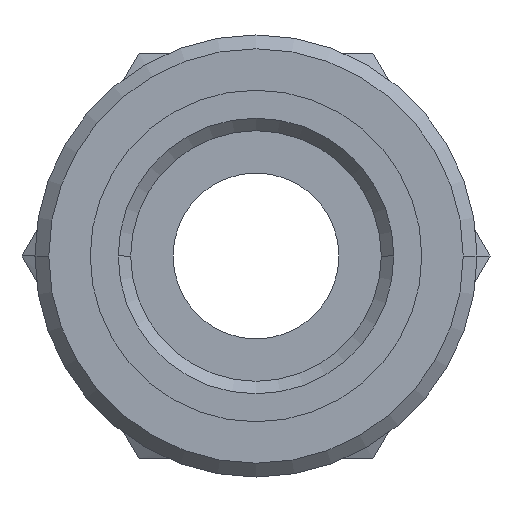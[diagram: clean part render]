
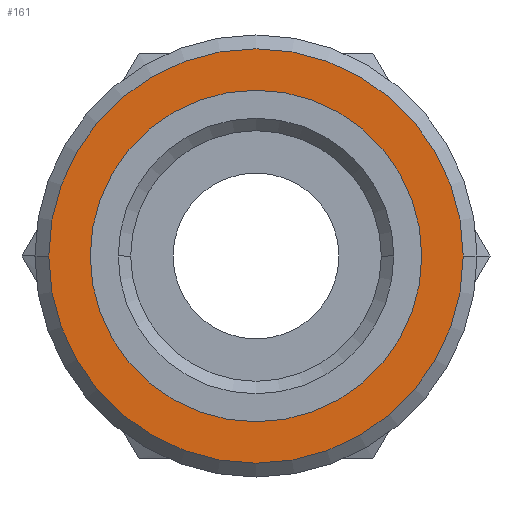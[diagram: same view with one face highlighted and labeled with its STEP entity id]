
A CAD part, front view. The second image highlights one B-rep face of the part: STEP entity #161.
In plain terms, the highlighted planar face has unit normal (0, -1, 0).
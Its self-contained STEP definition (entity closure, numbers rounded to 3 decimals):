
#161=ADVANCED_FACE('',(#352,#353),#354,.T.);
#352=FACE_BOUND('',#569,.T.);
#353=FACE_OUTER_BOUND('',#570,.T.);
#354=PLANE('',#571);
#569=EDGE_LOOP('',(#958,#959));
#570=EDGE_LOOP('',(#960,#961));
#571=AXIS2_PLACEMENT_3D('',#962,#963,#964);
#958=ORIENTED_EDGE('',*,*,#1357,.T.);
#959=ORIENTED_EDGE('',*,*,#1358,.T.);
#960=ORIENTED_EDGE('',*,*,#1334,.F.);
#961=ORIENTED_EDGE('',*,*,#1359,.F.);
#962=CARTESIAN_POINT('',(5.625,0.1,0.0));
#963=DIRECTION('',(-0.0,-1.0,-0.0));
#964=DIRECTION('',(-1.0,0.0,0.0));
#1334=EDGE_CURVE('',#1602,#1605,#1606,.T.);
#1357=EDGE_CURVE('',#1635,#1636,#1637,.T.);
#1358=EDGE_CURVE('',#1636,#1635,#1638,.T.);
#1359=EDGE_CURVE('',#1605,#1602,#1639,.T.);
#1602=VERTEX_POINT('',#2112);
#1605=VERTEX_POINT('',#2116);
#1606=CIRCLE('',#2117,11.25);
#1635=VERTEX_POINT('',#2185);
#1636=VERTEX_POINT('',#2186);
#1637=CIRCLE('',#2187,9.0);
#1638=CIRCLE('',#2188,9.0);
#1639=CIRCLE('',#2189,11.25);
#2112=CARTESIAN_POINT('',(11.25,0.1,0.0));
#2116=CARTESIAN_POINT('',(-11.25,0.1,0.));
#2117=AXIS2_PLACEMENT_3D('',#2470,#2471,#2472);
#2185=CARTESIAN_POINT('',(-9.0,0.1,0.));
#2186=CARTESIAN_POINT('',(9.0,0.1,0.));
#2187=AXIS2_PLACEMENT_3D('',#2497,#2498,#2499);
#2188=AXIS2_PLACEMENT_3D('',#2500,#2501,#2502);
#2189=AXIS2_PLACEMENT_3D('',#2503,#2504,#2505);
#2470=CARTESIAN_POINT('',(0.0,0.1,0.0));
#2471=DIRECTION('',(-0.0,1.0,0.0));
#2472=DIRECTION('',(1.0,0.0,0.0));
#2497=CARTESIAN_POINT('',(0.0,0.1,0.0));
#2498=DIRECTION('',(-0.0,1.0,0.0));
#2499=DIRECTION('',(1.0,0.0,0.0));
#2500=CARTESIAN_POINT('',(0.0,0.1,0.0));
#2501=DIRECTION('',(-0.0,1.0,0.0));
#2502=DIRECTION('',(1.0,0.0,0.0));
#2503=CARTESIAN_POINT('',(0.0,0.1,0.0));
#2504=DIRECTION('',(-0.0,1.0,0.0));
#2505=DIRECTION('',(1.0,0.0,0.0));
